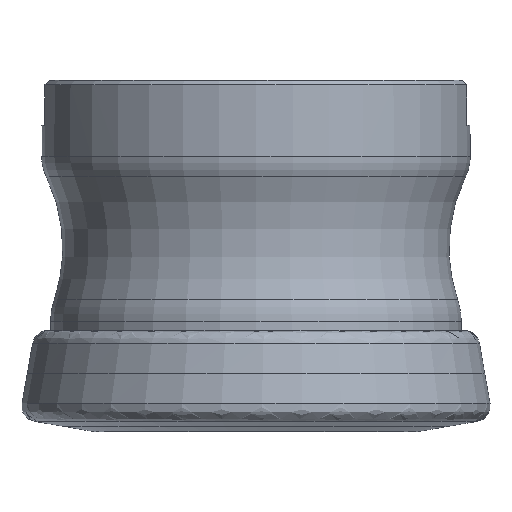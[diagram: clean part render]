
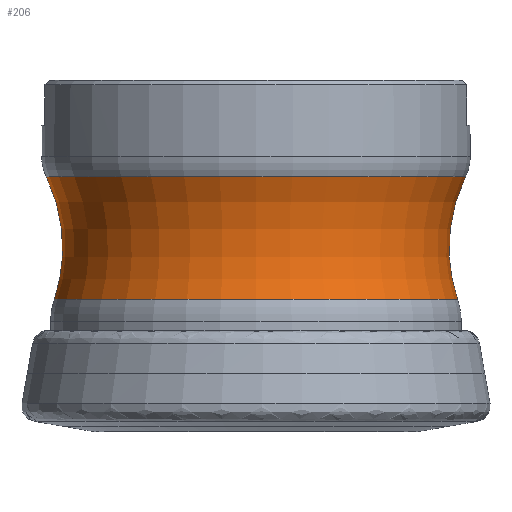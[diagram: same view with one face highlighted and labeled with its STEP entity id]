
A CAD part, left-side view. The second image highlights one B-rep face of the part: STEP entity #206.
In plain terms, the highlighted toroidal (fillet/blend) face has major radius 38.428 mm and minor radius 17.5 mm.
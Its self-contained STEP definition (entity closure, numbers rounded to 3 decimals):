
#91=TOROIDAL_SURFACE('',#906,38.428,17.5);
#206=ADVANCED_FACE('',(#328,#329),#91,.F.);
#328=FACE_BOUND('',#401,.T.);
#329=FACE_BOUND('',#402,.T.);
#401=EDGE_LOOP('',(#519));
#402=EDGE_LOOP('',(#520));
#519=ORIENTED_EDGE('',*,*,#718,.T.);
#520=ORIENTED_EDGE('',*,*,#719,.T.);
#647=VERTEX_POINT('',#1399);
#648=VERTEX_POINT('',#1401);
#718=EDGE_CURVE('',#647,#647,#775,.T.);
#719=EDGE_CURVE('',#648,#648,#776,.T.);
#775=CIRCLE('',#904,21.847);
#776=CIRCLE('',#905,22.715);
#904=AXIS2_PLACEMENT_3D('',#1398,#1071,#1072);
#905=AXIS2_PLACEMENT_3D('',#1400,#1073,#1074);
#906=AXIS2_PLACEMENT_3D('',#1402,#1075,#1076);
#1071=DIRECTION('',(0.,0.,1.));
#1072=DIRECTION('',(1.,0.,0.));
#1073=DIRECTION('',(0.,0.,-1.));
#1074=DIRECTION('',(-1.,0.,0.));
#1075=DIRECTION('',(0.,0.,1.));
#1076=DIRECTION('',(1.,0.,0.));
#1398=CARTESIAN_POINT('',(0.,0.,-23.762));
#1399=CARTESIAN_POINT('',(21.847,0.,-23.762));
#1400=CARTESIAN_POINT('',(0.,0.,-10.464));
#1401=CARTESIAN_POINT('',(-22.715,0.,-10.464));
#1402=CARTESIAN_POINT('',(0.,0.,-18.167));
